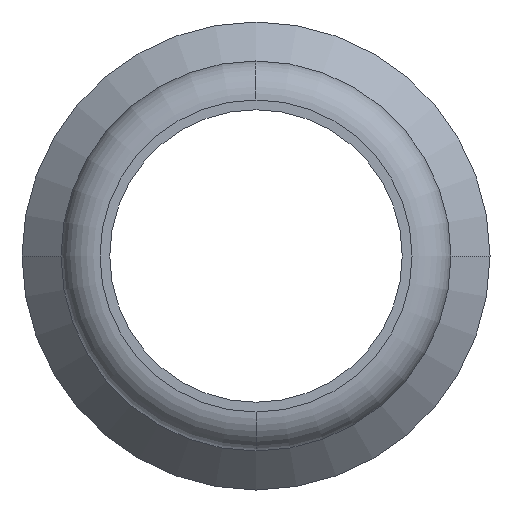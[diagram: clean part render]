
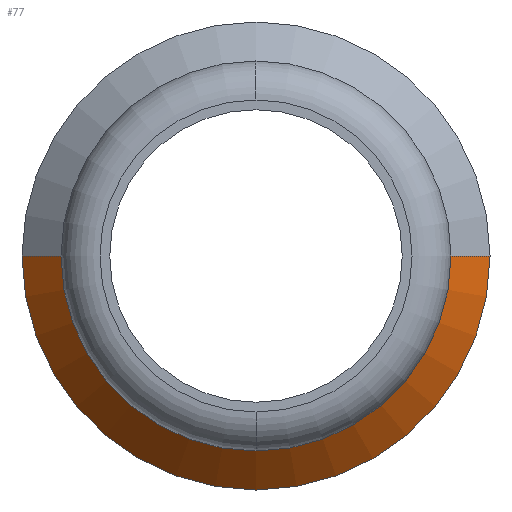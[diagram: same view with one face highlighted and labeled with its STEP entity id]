
A CAD part, front view. The second image highlights one B-rep face of the part: STEP entity #77.
In plain terms, the highlighted conical face has half-angle 45 degrees and reference radius 5.5 mm.
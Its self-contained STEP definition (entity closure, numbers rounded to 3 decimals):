
#77=ADVANCED_FACE('',(#179),#180,.T.);
#179=FACE_OUTER_BOUND('',#310,.T.);
#180=CONICAL_SURFACE('',#311,5.5,0.785);
#310=EDGE_LOOP('',(#470,#471,#472,#473));
#311=AXIS2_PLACEMENT_3D('',#474,#475,#476);
#470=ORIENTED_EDGE('',*,*,#769,.F.);
#471=ORIENTED_EDGE('',*,*,#770,.T.);
#472=ORIENTED_EDGE('',*,*,#771,.F.);
#473=ORIENTED_EDGE('',*,*,#766,.F.);
#474=CARTESIAN_POINT('',(0.0,5.5,0.0));
#475=DIRECTION('',(-0.0,1.0,-0.0));
#476=DIRECTION('',(1.0,0.0,0.0));
#766=EDGE_CURVE('',#906,#908,#909,.T.);
#769=EDGE_CURVE('',#912,#906,#913,.T.);
#770=EDGE_CURVE('',#912,#914,#915,.T.);
#771=EDGE_CURVE('',#908,#914,#916,.T.);
#906=VERTEX_POINT('',#1093);
#908=VERTEX_POINT('',#1096);
#909=CIRCLE('',#1097,6.0);
#912=VERTEX_POINT('',#1101);
#913=LINE('',#1102,#1103);
#914=VERTEX_POINT('',#1104);
#915=CIRCLE('',#1105,5.0);
#916=LINE('',#1106,#1107);
#1093=CARTESIAN_POINT('',(6.0,6.0,0.0));
#1096=CARTESIAN_POINT('',(-6.0,6.0,0.));
#1097=AXIS2_PLACEMENT_3D('',#1278,#1279,#1280);
#1101=CARTESIAN_POINT('',(5.0,5.0,0.0));
#1102=CARTESIAN_POINT('',(5.5,5.5,0.));
#1103=VECTOR('',#1282,1.0);
#1104=CARTESIAN_POINT('',(-5.0,5.0,0.));
#1105=AXIS2_PLACEMENT_3D('',#1283,#1284,#1285);
#1106=CARTESIAN_POINT('',(-5.5,5.5,0.));
#1107=VECTOR('',#1286,1.0);
#1278=CARTESIAN_POINT('',(0.0,6.0,0.0));
#1279=DIRECTION('',(-0.0,1.0,0.0));
#1280=DIRECTION('',(1.0,0.0,0.0));
#1282=DIRECTION('',(0.707,0.707,0.));
#1283=CARTESIAN_POINT('',(0.0,5.0,0.0));
#1284=DIRECTION('',(-0.0,1.0,0.0));
#1285=DIRECTION('',(1.0,0.0,0.0));
#1286=DIRECTION('',(0.707,-0.707,0.));
